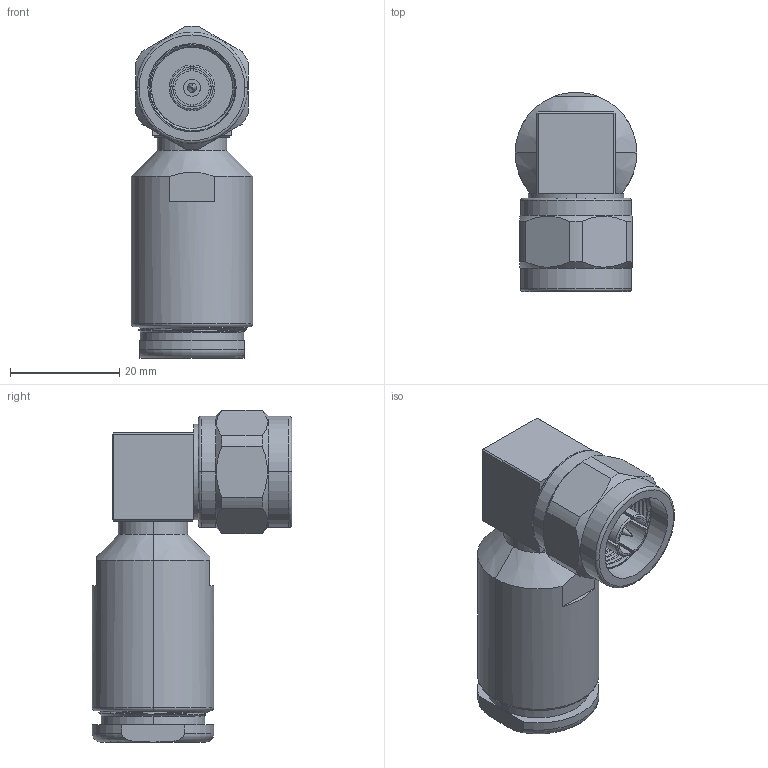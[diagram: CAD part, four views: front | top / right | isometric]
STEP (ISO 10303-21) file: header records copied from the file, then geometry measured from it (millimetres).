
FILE_DESCRIPTION (( 'STEP AP203' ), '1' );
FILE_NAME ('1104319A000-000.STEP', '2018-11-14T15:56:42', ( '' ), ( '' ), 'SwSTEP 2.0', 'SolidWorks 2017', '' );
FILE_SCHEMA (( 'CONFIG_CONTROL_DESIGN' ));
Length unit declared in the file: millimetre
Products named in the file (1): 1104319A000-000
Bounding box: 22.23 x 36.45 x 60.67 mm (x, y, z)
Volume: 19463.6 mm3; surface area: 8176.2 mm2
Topology: 1 solids, 7 shells, 230 faces, 559 edges, 358 vertices
Faces by surface type: plane 78, cylinder 73, bspline 43, cone 22, torus 14
Entity records: 14511 total; most frequent: CARTESIAN_POINT 9480, ORIENTED_EDGE 1118, DIRECTION 945, EDGE_CURVE 559, AXIS2_PLACEMENT_3D 366, VERTEX_POINT 358, EDGE_LOOP 247, FACE_OUTER_BOUND 230
